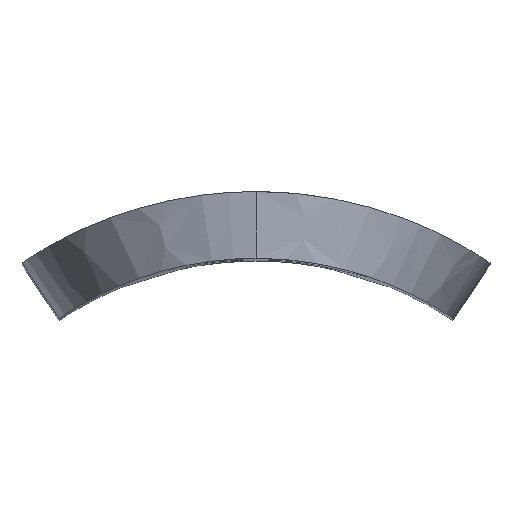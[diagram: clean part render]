
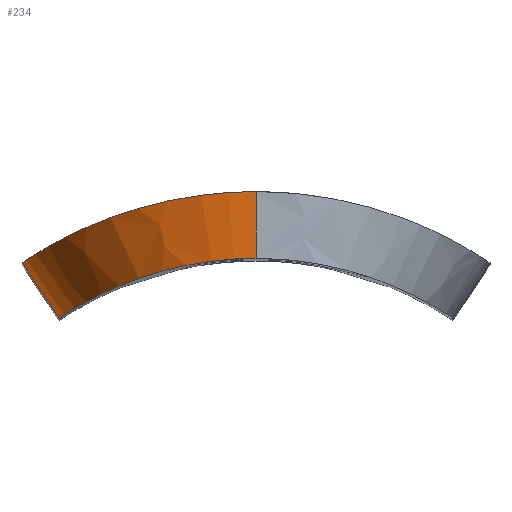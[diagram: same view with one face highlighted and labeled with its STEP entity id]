
A CAD part, top view. The second image highlights one B-rep face of the part: STEP entity #234.
In plain terms, the highlighted free-form (B-spline) face has degree [3, 3] with [4, 7] control points.
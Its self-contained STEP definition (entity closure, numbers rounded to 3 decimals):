
#18=B_SPLINE_SURFACE_WITH_KNOTS('',3,3,((#610,#611,#612,#613,#614,#615,
#616),(#617,#618,#619,#620,#621,#622,#623),(#624,#625,#626,#627,#628,#629,
#630),(#631,#632,#633,#634,#635,#636,#637)),.UNSPECIFIED.,.F.,.F.,.F.,(4,
4),(4,1,1,1,4),(0.,0.319),(0.,0.425,0.638,
1.063,1.488),.UNSPECIFIED.);
#32=FACE_OUTER_BOUND('',#46,.T.);
#46=EDGE_LOOP('',(#192,#193,#194,#195));
#62=LINE('',#639,#75);
#63=LINE('',#648,#76);
#75=VECTOR('',#287,10.);
#76=VECTOR('',#288,10.);
#93=B_SPLINE_CURVE_WITH_KNOTS('',3,(#537,#538,#539,#540,#541,#542,#543),
 .UNSPECIFIED.,.F.,.F.,(4,1,1,1,4),(0.,0.425,0.638,
1.063,1.488),.UNSPECIFIED.);
#98=B_SPLINE_CURVE_WITH_KNOTS('',3,(#641,#642,#643,#644,#645,#646,#647),
 .UNSPECIFIED.,.F.,.F.,(4,1,1,1,4),(0.,0.425,0.638,
1.063,1.488),.UNSPECIFIED.);
#113=VERTEX_POINT('',#535);
#114=VERTEX_POINT('',#536);
#121=VERTEX_POINT('',#638);
#122=VERTEX_POINT('',#640);
#140=EDGE_CURVE('',#113,#114,#93,.T.);
#149=EDGE_CURVE('',#114,#121,#62,.T.);
#150=EDGE_CURVE('',#122,#121,#98,.T.);
#151=EDGE_CURVE('',#113,#122,#63,.T.);
#192=ORIENTED_EDGE('',*,*,#149,.T.);
#193=ORIENTED_EDGE('',*,*,#150,.F.);
#194=ORIENTED_EDGE('',*,*,#151,.F.);
#195=ORIENTED_EDGE('',*,*,#140,.T.);
#234=ADVANCED_FACE('',(#32),#18,.F.);
#287=DIRECTION('',(0.,1.,0.));
#288=DIRECTION('',(-0.556,0.831,0.));
#535=CARTESIAN_POINT('',(-11.788,-3.58,-11.5));
#536=CARTESIAN_POINT('',(0.,0.,0.));
#537=CARTESIAN_POINT('Ctrl Pts',(-11.788,-3.58,-11.5));
#538=CARTESIAN_POINT('Ctrl Pts',(-11.665,-3.497,-9.729));
#539=CARTESIAN_POINT('Ctrl Pts',(-11.008,-3.044,-7.123));
#540=CARTESIAN_POINT('Ctrl Pts',(-8.74,-1.825,-3.472));
#541=CARTESIAN_POINT('Ctrl Pts',(-5.326,-0.479,-0.766));
#542=CARTESIAN_POINT('Ctrl Pts',(-1.777,0.,
0.));
#543=CARTESIAN_POINT('Ctrl Pts',(0.,0.,0.));
#610=CARTESIAN_POINT('Ctrl Pts',(-11.788,-3.58,-11.5));
#611=CARTESIAN_POINT('Ctrl Pts',(-11.665,-3.497,-9.729));
#612=CARTESIAN_POINT('Ctrl Pts',(-11.008,-3.044,-7.123));
#613=CARTESIAN_POINT('Ctrl Pts',(-8.74,-1.825,-3.472));
#614=CARTESIAN_POINT('Ctrl Pts',(-5.326,-0.479,-0.766));
#615=CARTESIAN_POINT('Ctrl Pts',(-1.777,0.,
0.));
#616=CARTESIAN_POINT('Ctrl Pts',(0.,0.,0.));
#617=CARTESIAN_POINT('Ctrl Pts',(-12.53,-2.471,-11.5));
#618=CARTESIAN_POINT('Ctrl Pts',(-12.399,-2.384,-9.729));
#619=CARTESIAN_POINT('Ctrl Pts',(-11.7,-1.902,-7.123));
#620=CARTESIAN_POINT('Ctrl Pts',(-9.29,-0.606,-3.472));
#621=CARTESIAN_POINT('Ctrl Pts',(-5.661,0.824,-0.766));
#622=CARTESIAN_POINT('Ctrl Pts',(-1.889,1.333,0.));
#623=CARTESIAN_POINT('Ctrl Pts',(0.,1.333,
0.));
#624=CARTESIAN_POINT('Ctrl Pts',(-13.271,-1.363,-11.5));
#625=CARTESIAN_POINT('Ctrl Pts',(-13.133,-1.271,-9.729));
#626=CARTESIAN_POINT('Ctrl Pts',(-12.393,-0.76,-7.123));
#627=CARTESIAN_POINT('Ctrl Pts',(-9.839,0.612,-3.472));
#628=CARTESIAN_POINT('Ctrl Pts',(-5.996,2.128,-0.766));
#629=CARTESIAN_POINT('Ctrl Pts',(-2.001,2.667,0.));
#630=CARTESIAN_POINT('Ctrl Pts',(0.,2.667,0.));
#631=CARTESIAN_POINT('Ctrl Pts',(-14.012,-0.255,-11.5));
#632=CARTESIAN_POINT('Ctrl Pts',(-13.866,-0.157,-9.729));
#633=CARTESIAN_POINT('Ctrl Pts',(-13.085,0.382,-7.123));
#634=CARTESIAN_POINT('Ctrl Pts',(-10.389,1.831,-3.472));
#635=CARTESIAN_POINT('Ctrl Pts',(-6.331,3.431,-0.766));
#636=CARTESIAN_POINT('Ctrl Pts',(-2.112,4.,0.));
#637=CARTESIAN_POINT('Ctrl Pts',(0.,4.,0.));
#638=CARTESIAN_POINT('',(0.,4.,0.));
#639=CARTESIAN_POINT('',(0.,0.,0.));
#640=CARTESIAN_POINT('',(-14.012,-0.255,-11.5));
#641=CARTESIAN_POINT('Ctrl Pts',(-14.012,-0.255,-11.5));
#642=CARTESIAN_POINT('Ctrl Pts',(-13.866,-0.157,-9.729));
#643=CARTESIAN_POINT('Ctrl Pts',(-13.085,0.382,-7.123));
#644=CARTESIAN_POINT('Ctrl Pts',(-10.389,1.831,-3.472));
#645=CARTESIAN_POINT('Ctrl Pts',(-6.331,3.431,-0.766));
#646=CARTESIAN_POINT('Ctrl Pts',(-2.112,4.,0.));
#647=CARTESIAN_POINT('Ctrl Pts',(0.,4.,0.));
#648=CARTESIAN_POINT('',(-11.788,-3.58,-11.5));
